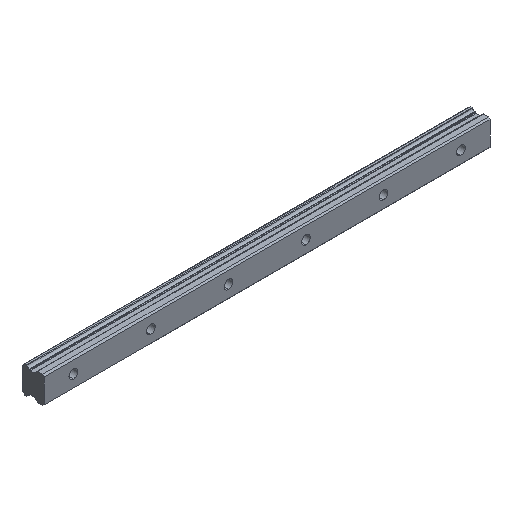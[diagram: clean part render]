
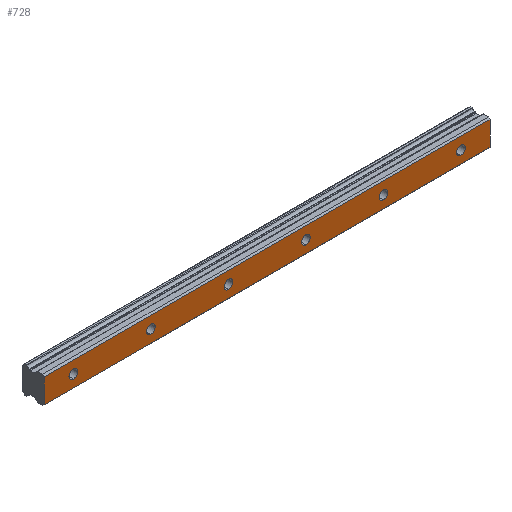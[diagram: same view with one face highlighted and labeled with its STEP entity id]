
A CAD part, isometric view. The second image highlights one B-rep face of the part: STEP entity #728.
In plain terms, the highlighted planar face has unit normal (0, -1, 0).
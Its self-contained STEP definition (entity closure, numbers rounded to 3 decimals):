
#3 = CARTESIAN_POINT ( 'NONE',  ( 240., 0., 0. ) ) ;
#33 = VERTEX_POINT ( 'NONE', #2180 ) ;
#36 = CIRCLE ( 'NONE', #1616, 4.5 ) ;
#47 = LINE ( 'NONE', #1420, #1788 ) ;
#69 = EDGE_CURVE ( 'NONE', #144, #1461, #772, .T. ) ;
#71 = DIRECTION ( 'NONE',  ( 0., -1., 0. ) ) ;
#75 = VECTOR ( 'NONE', #1714, 1000. ) ;
#81 = CARTESIAN_POINT ( 'NONE',  ( 320., 0., 0. ) ) ;
#86 = DIRECTION ( 'NONE',  ( 0., 0., 1. ) ) ;
#89 = EDGE_CURVE ( 'NONE', #703, #2187, #1492, .T. ) ;
#94 = EDGE_LOOP ( 'NONE', ( #676, #1458 ) ) ;
#96 = CARTESIAN_POINT ( 'NONE',  ( 400., 0., 0. ) ) ;
#111 = PLANE ( 'NONE',  #215 ) ;
#124 = CARTESIAN_POINT ( 'NONE',  ( 80., 0., -4.5 ) ) ;
#128 = CIRCLE ( 'NONE', #661, 4.5 ) ;
#144 = VERTEX_POINT ( 'NONE', #1161 ) ;
#215 = AXIS2_PLACEMENT_3D ( 'NONE', #1467, #998, #1147 ) ;
#217 = CARTESIAN_POINT ( 'NONE',  ( 0., 0., 0. ) ) ;
#225 = DIRECTION ( 'NONE',  ( 0., 0., 1. ) ) ;
#243 = CARTESIAN_POINT ( 'NONE',  ( 240., 0., 0. ) ) ;
#246 = CIRCLE ( 'NONE', #2004, 4.5 ) ;
#272 = AXIS2_PLACEMENT_3D ( 'NONE', #243, #71, #746 ) ;
#275 = DIRECTION ( 'NONE',  ( 0., -1., 0. ) ) ;
#292 = FACE_BOUND ( 'NONE', #716, .T. ) ;
#306 = CIRCLE ( 'NONE', #1895, 4.5 ) ;
#308 = AXIS2_PLACEMENT_3D ( 'NONE', #1007, #1688, #1656 ) ;
#321 = LINE ( 'NONE', #971, #1525 ) ;
#322 = EDGE_LOOP ( 'NONE', ( #2104, #1773 ) ) ;
#344 = EDGE_CURVE ( 'NONE', #33, #2051, #36, .T. ) ;
#370 = ORIENTED_EDGE ( 'NONE', *, *, #972, .F. ) ;
#388 = DIRECTION ( 'NONE',  ( -1., 0., 0. ) ) ;
#397 = EDGE_LOOP ( 'NONE', ( #1794, #797 ) ) ;
#398 = VERTEX_POINT ( 'NONE', #578 ) ;
#400 = VERTEX_POINT ( 'NONE', #571 ) ;
#403 = DIRECTION ( 'NONE',  ( 0., -1., 0. ) ) ;
#426 = CIRCLE ( 'NONE', #1971, 4.5 ) ;
#434 = EDGE_CURVE ( 'NONE', #2187, #703, #426, .T. ) ;
#441 = DIRECTION ( 'NONE',  ( 0., -1., 0. ) ) ;
#451 = FACE_BOUND ( 'NONE', #397, .T. ) ;
#509 = CARTESIAN_POINT ( 'NONE',  ( 430., 0., 12.5 ) ) ;
#534 = CIRCLE ( 'NONE', #1009, 4.5 ) ;
#542 = CARTESIAN_POINT ( 'NONE',  ( 160., 0., 0. ) ) ;
#571 = CARTESIAN_POINT ( 'NONE',  ( -30., 0., -12.5 ) ) ;
#578 = CARTESIAN_POINT ( 'NONE',  ( -30., 0., 12.5 ) ) ;
#591 = EDGE_CURVE ( 'NONE', #1444, #981, #246, .T. ) ;
#596 = CARTESIAN_POINT ( 'NONE',  ( 80., 0., 0. ) ) ;
#626 = AXIS2_PLACEMENT_3D ( 'NONE', #1697, #873, #1185 ) ;
#634 = CARTESIAN_POINT ( 'NONE',  ( 160., 0., -4.5 ) ) ;
#661 = AXIS2_PLACEMENT_3D ( 'NONE', #3, #1220, #864 ) ;
#672 = LINE ( 'NONE', #509, #75 ) ;
#676 = ORIENTED_EDGE ( 'NONE', *, *, #434, .F. ) ;
#703 = VERTEX_POINT ( 'NONE', #2173 ) ;
#716 = EDGE_LOOP ( 'NONE', ( #1945, #1771 ) ) ;
#721 = CARTESIAN_POINT ( 'NONE',  ( 160., 0., 4.5 ) ) ;
#728 = ADVANCED_FACE ( 'NONE', ( #1169, #1321, #1662, #292, #976, #1312, #451 ), #111, .F. ) ;
#746 = DIRECTION ( 'NONE',  ( 0., 0., 1. ) ) ;
#747 = DIRECTION ( 'NONE',  ( 0., -1., 0. ) ) ;
#770 = DIRECTION ( 'NONE',  ( 0., 0., 1. ) ) ;
#772 = CIRCLE ( 'NONE', #1039, 4.5 ) ;
#797 = ORIENTED_EDGE ( 'NONE', *, *, #1001, .F. ) ;
#809 = EDGE_CURVE ( 'NONE', #2051, #33, #1901, .T. ) ;
#864 = DIRECTION ( 'NONE',  ( 0., 0., 1. ) ) ;
#873 = DIRECTION ( 'NONE',  ( 0., -1., 0. ) ) ;
#878 = LINE ( 'NONE', #1946, #1681 ) ;
#921 = CARTESIAN_POINT ( 'NONE',  ( 80., 0., 4.5 ) ) ;
#950 = EDGE_LOOP ( 'NONE', ( #2142, #1236, #1747, #1442 ) ) ;
#953 = CARTESIAN_POINT ( 'NONE',  ( 430., 0., 12.5 ) ) ;
#970 = DIRECTION ( 'NONE',  ( 0., 0., 1. ) ) ;
#971 = CARTESIAN_POINT ( 'NONE',  ( 430., 0., 12.5 ) ) ;
#972 = EDGE_CURVE ( 'NONE', #1543, #1780, #534, .T. ) ;
#976 = FACE_BOUND ( 'NONE', #1014, .T. ) ;
#981 = VERTEX_POINT ( 'NONE', #124 ) ;
#998 = DIRECTION ( 'NONE',  ( 0., 1., 0. ) ) ;
#1001 = EDGE_CURVE ( 'NONE', #981, #1444, #1725, .T. ) ;
#1007 = CARTESIAN_POINT ( 'NONE',  ( 0., 0., 0. ) ) ;
#1009 = AXIS2_PLACEMENT_3D ( 'NONE', #542, #1954, #1091 ) ;
#1014 = EDGE_LOOP ( 'NONE', ( #2030, #1702 ) ) ;
#1039 = AXIS2_PLACEMENT_3D ( 'NONE', #1673, #275, #970 ) ;
#1057 = EDGE_CURVE ( 'NONE', #398, #1519, #672, .T. ) ;
#1073 = CARTESIAN_POINT ( 'NONE',  ( 240., 0., -4.5 ) ) ;
#1091 = DIRECTION ( 'NONE',  ( 0., 0., 1. ) ) ;
#1095 = DIRECTION ( 'NONE',  ( 0., 0., 1. ) ) ;
#1107 = CARTESIAN_POINT ( 'NONE',  ( 430., 0., -12.5 ) ) ;
#1128 = CARTESIAN_POINT ( 'NONE',  ( 320., 0., -4.5 ) ) ;
#1133 = DIRECTION ( 'NONE',  ( 0., 0., 1. ) ) ;
#1147 = DIRECTION ( 'NONE',  ( 0., 0., 1. ) ) ;
#1161 = CARTESIAN_POINT ( 'NONE',  ( 320., 0., 4.5 ) ) ;
#1169 = FACE_OUTER_BOUND ( 'NONE', #950, .T. ) ;
#1185 = DIRECTION ( 'NONE',  ( 0., 0., 1. ) ) ;
#1220 = DIRECTION ( 'NONE',  ( 0., -1., 0. ) ) ;
#1236 = ORIENTED_EDGE ( 'NONE', *, *, #1266, .F. ) ;
#1266 = EDGE_CURVE ( 'NONE', #1519, #1402, #321, .T. ) ;
#1269 = EDGE_LOOP ( 'NONE', ( #1648, #370 ) ) ;
#1283 = CARTESIAN_POINT ( 'NONE',  ( 0., 0., 4.5 ) ) ;
#1289 = EDGE_CURVE ( 'NONE', #2210, #1814, #128, .T. ) ;
#1297 = AXIS2_PLACEMENT_3D ( 'NONE', #96, #441, #1133 ) ;
#1312 = FACE_BOUND ( 'NONE', #1269, .T. ) ;
#1321 = FACE_BOUND ( 'NONE', #94, .T. ) ;
#1345 = CARTESIAN_POINT ( 'NONE',  ( 400., 0., -4.5 ) ) ;
#1352 = CIRCLE ( 'NONE', #626, 4.5 ) ;
#1392 = CIRCLE ( 'NONE', #272, 4.5 ) ;
#1402 = VERTEX_POINT ( 'NONE', #1107 ) ;
#1420 = CARTESIAN_POINT ( 'NONE',  ( 430., 0., -12.5 ) ) ;
#1442 = ORIENTED_EDGE ( 'NONE', *, *, #2195, .F. ) ;
#1444 = VERTEX_POINT ( 'NONE', #921 ) ;
#1453 = DIRECTION ( 'NONE',  ( 0., -1., 0. ) ) ;
#1458 = ORIENTED_EDGE ( 'NONE', *, *, #89, .F. ) ;
#1461 = VERTEX_POINT ( 'NONE', #1128 ) ;
#1467 = CARTESIAN_POINT ( 'NONE',  ( 430., 0., 12.5 ) ) ;
#1491 = DIRECTION ( 'NONE',  ( 0., -1., 0. ) ) ;
#1492 = CIRCLE ( 'NONE', #308, 4.5 ) ;
#1519 = VERTEX_POINT ( 'NONE', #953 ) ;
#1525 = VECTOR ( 'NONE', #2162, 1000. ) ;
#1543 = VERTEX_POINT ( 'NONE', #634 ) ;
#1584 = DIRECTION ( 'NONE',  ( 0., -1., 0. ) ) ;
#1596 = DIRECTION ( 'NONE',  ( 0., 0., 1. ) ) ;
#1616 = AXIS2_PLACEMENT_3D ( 'NONE', #1755, #747, #225 ) ;
#1623 = CARTESIAN_POINT ( 'NONE',  ( 240., 0., 4.5 ) ) ;
#1635 = EDGE_CURVE ( 'NONE', #1780, #1543, #1352, .T. ) ;
#1648 = ORIENTED_EDGE ( 'NONE', *, *, #1635, .F. ) ;
#1656 = DIRECTION ( 'NONE',  ( 0., 0., 1. ) ) ;
#1662 = FACE_BOUND ( 'NONE', #322, .T. ) ;
#1673 = CARTESIAN_POINT ( 'NONE',  ( 320., 0., 0. ) ) ;
#1681 = VECTOR ( 'NONE', #1596, 1000. ) ;
#1688 = DIRECTION ( 'NONE',  ( 0., -1., 0. ) ) ;
#1697 = CARTESIAN_POINT ( 'NONE',  ( 160., 0., 0. ) ) ;
#1702 = ORIENTED_EDGE ( 'NONE', *, *, #1919, .F. ) ;
#1714 = DIRECTION ( 'NONE',  ( 1., 0., 0. ) ) ;
#1725 = CIRCLE ( 'NONE', #2008, 4.5 ) ;
#1747 = ORIENTED_EDGE ( 'NONE', *, *, #1057, .F. ) ;
#1755 = CARTESIAN_POINT ( 'NONE',  ( 400., 0., 0. ) ) ;
#1771 = ORIENTED_EDGE ( 'NONE', *, *, #1907, .F. ) ;
#1773 = ORIENTED_EDGE ( 'NONE', *, *, #809, .F. ) ;
#1780 = VERTEX_POINT ( 'NONE', #721 ) ;
#1788 = VECTOR ( 'NONE', #388, 1000. ) ;
#1794 = ORIENTED_EDGE ( 'NONE', *, *, #591, .F. ) ;
#1813 = CARTESIAN_POINT ( 'NONE',  ( 80., 0., 0. ) ) ;
#1814 = VERTEX_POINT ( 'NONE', #1073 ) ;
#1895 = AXIS2_PLACEMENT_3D ( 'NONE', #81, #403, #1095 ) ;
#1901 = CIRCLE ( 'NONE', #1297, 4.5 ) ;
#1907 = EDGE_CURVE ( 'NONE', #1461, #144, #306, .T. ) ;
#1919 = EDGE_CURVE ( 'NONE', #1814, #2210, #1392, .T. ) ;
#1934 = DIRECTION ( 'NONE',  ( 0., 0., 1. ) ) ;
#1945 = ORIENTED_EDGE ( 'NONE', *, *, #69, .F. ) ;
#1946 = CARTESIAN_POINT ( 'NONE',  ( -30., 0., 12.5 ) ) ;
#1954 = DIRECTION ( 'NONE',  ( 0., -1., 0. ) ) ;
#1971 = AXIS2_PLACEMENT_3D ( 'NONE', #217, #1584, #86 ) ;
#2004 = AXIS2_PLACEMENT_3D ( 'NONE', #596, #1453, #1934 ) ;
#2008 = AXIS2_PLACEMENT_3D ( 'NONE', #1813, #1491, #770 ) ;
#2030 = ORIENTED_EDGE ( 'NONE', *, *, #1289, .F. ) ;
#2051 = VERTEX_POINT ( 'NONE', #1345 ) ;
#2104 = ORIENTED_EDGE ( 'NONE', *, *, #344, .F. ) ;
#2142 = ORIENTED_EDGE ( 'NONE', *, *, #2155, .F. ) ;
#2155 = EDGE_CURVE ( 'NONE', #1402, #400, #47, .T. ) ;
#2162 = DIRECTION ( 'NONE',  ( 0., 0., -1. ) ) ;
#2173 = CARTESIAN_POINT ( 'NONE',  ( 0., 0., -4.5 ) ) ;
#2180 = CARTESIAN_POINT ( 'NONE',  ( 400., 0., 4.5 ) ) ;
#2187 = VERTEX_POINT ( 'NONE', #1283 ) ;
#2195 = EDGE_CURVE ( 'NONE', #400, #398, #878, .T. ) ;
#2210 = VERTEX_POINT ( 'NONE', #1623 ) ;
